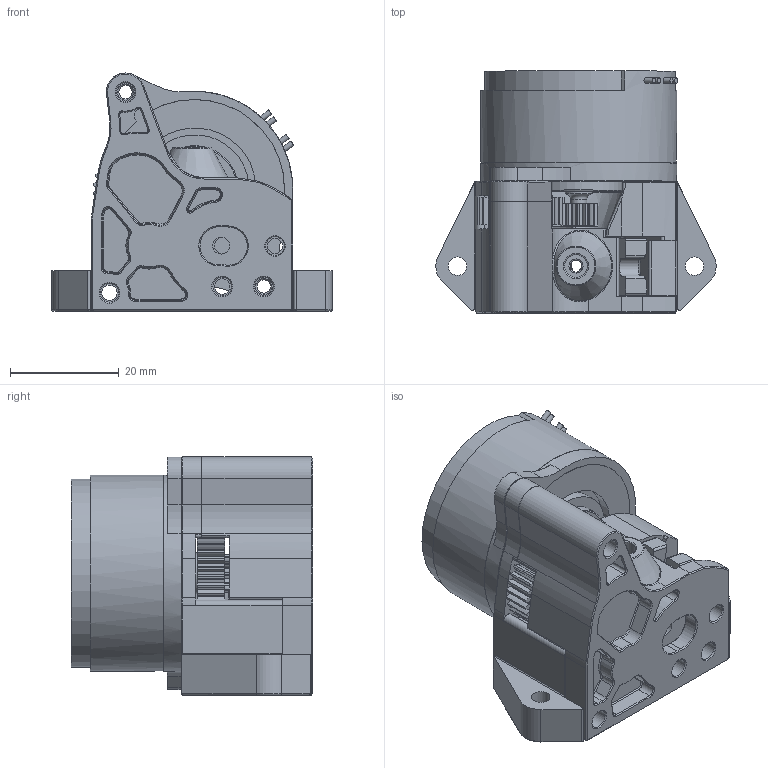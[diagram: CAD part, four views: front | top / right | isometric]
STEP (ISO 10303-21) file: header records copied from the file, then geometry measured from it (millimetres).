
FILE_DESCRIPTION(/* description */ ('STEP AP242','CAx-IF Rec.Pracs.---Representation and Presentation of Product Manufacturing Information (PMI)---4.0---2014-10-13','CAx-IF Rec.Pracs.---3D Tessellated Geometry---0.4---2014-09-14','2;1'),/* implementation_level */ '2;1');
FILE_NAME(/* name */ '687f5950f344a769023294e2',/* time_stamp */ '2025-07-22T09:26:42Z',/* author */ (''),/* organization */ (''),/* preprocessor_version */ 'ST-DEVELOPER v20',/* originating_system */ 'ONSHAPE BY PTC INC, 1.201',/* authorisation */ ' ');
FILE_SCHEMA (('AP242_MANAGED_MODEL_BASED_3D_ENGINEERING_MIM_LF { 1 0 10303 442 1 1 4 }'));
Length unit declared in the file: millimetre
Products named in the file (17): Lime Extruder - ASM; GEAR_7MM_12_TEETH_0_5_3MM_BORE; Idler Arm; Front Frame; K1_EXTRUDER_MOTOR_-_MOONS_CSE14; Back Frame; ASM <1>; Filament Gear; Idler; PART_4-10648; DXC_4; Front Bearing; Large Gear; Back Bearing; Idler Bearing; Small Gear & Shaft; Motor Gear
Assembly tree (17 placements, depth 3):
  Lime Extruder - ASM
    GEAR_7MM_12_TEETH_0_5_3MM_BORE
    Idler Arm
    Front Frame
    K1_EXTRUDER_MOTOR_-_MOONS_CSE14
    Back Frame
    ASM <1>
      Filament Gear
      Idler
      PART_4-10648
      DXC_4  x2
      Front Bearing
      Large Gear
      Back Bearing
      Idler Bearing
      Small Gear & Shaft
      Motor Gear
Bounding box: 51.5 x 44.4 x 43.71 mm (x, y, z)
Volume: 40847.9 mm3; surface area: 23262.5 mm2
Topology: 16 solids, 16 shells, 1387 faces, 3686 edges, 2369 vertices
Faces by surface type: cylinder 450, plane 397, cone 194, bspline 184, torus 160, sphere 2
Full cylindrical faces by diameter (mm): 1 x4, 2.2 x2, 2.459 x2, 2.8 x4, 2.95 x1, 3 x6, 3.1 x2, 3.4 x10, 4 x6, 4.2 x4, 5 x2, 5.6 x4, 6 x3, 7 x2, 7.77 x4, 7.9 x1, 8 x2, 9 x4, 9.5 x1, 10 x3, 11 x1, 12 x2, 12.8 x2, 13.5 x1, 14.5 x2, 16 x1, 20 x2, 22.5 x2, 36 x2
Entity records: 44927 total; most frequent: CARTESIAN_POINT 11291, ORIENTED_EDGE 6964, DIRECTION 6487, EDGE_CURVE 3482, AXIS2_PLACEMENT_3D 2483, VERTEX_POINT 2305, EDGE_LOOP 1627, FACE_BOUND 1627
